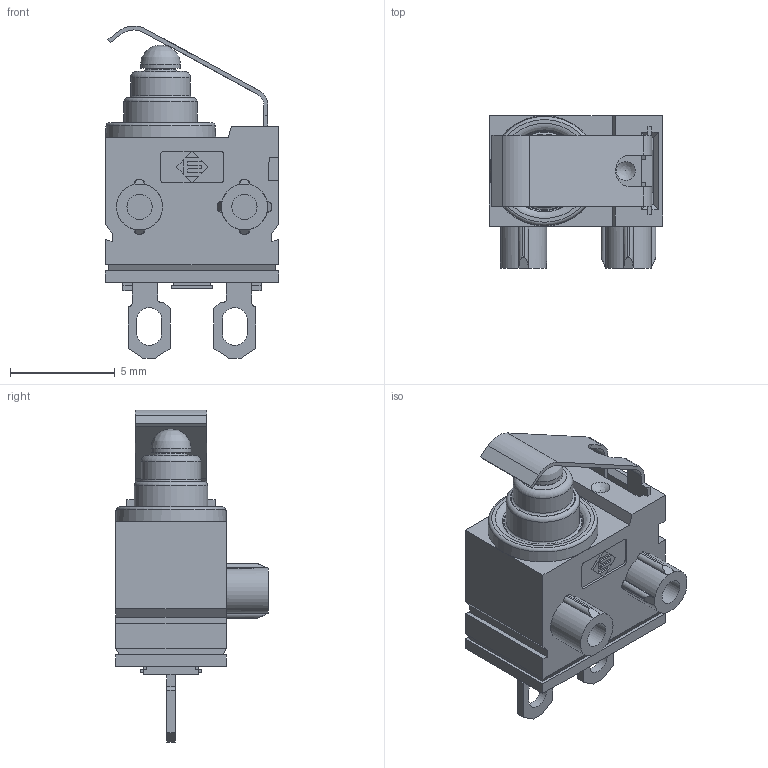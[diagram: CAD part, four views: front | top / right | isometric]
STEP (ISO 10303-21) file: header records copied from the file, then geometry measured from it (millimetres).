
FILE_DESCRIPTION(/* description */ (''),/* implementation_level */ '2;1');
FILE_NAME(/* name */ 'TD1250BF160QS1.stp',/* time_stamp */ '2024-02-16T14:41:01-06:00',/* author */ ('mroman'),/* organization */ (''),/* preprocessor_version */ 'ST-DEVELOPER v18.1',/* originating_system */ 'Autodesk Inventor 2022',/* authorisation */ '');
FILE_SCHEMA (('AUTOMOTIVE_DESIGN { 1 0 10303 214 3 1 1 }'));
Length unit declared in the file: millimetre
Products named in the file (1): TD1250BF160QS1
Bounding box: 8.25 x 7.25 x 15.82 mm (x, y, z)
Volume: 355.9 mm3; surface area: 532.4 mm2
Topology: 1 solids, 6 shells, 298 faces, 779 edges, 509 vertices
Faces by surface type: plane 228, cylinder 58, torus 6, cone 4, bspline 2
Full cylindrical faces by diameter (mm): 1.2 x3, 1.9 x1, 2.85 x1, 3.5 x1, 4.5 x1, 4.65 x1
Entity records: 9165 total; most frequent: CARTESIAN_POINT 1638, ORIENTED_EDGE 1556, DIRECTION 1528, EDGE_CURVE 778, LINE 622, VECTOR 622, VERTEX_POINT 509, AXIS2_PLACEMENT_3D 453
